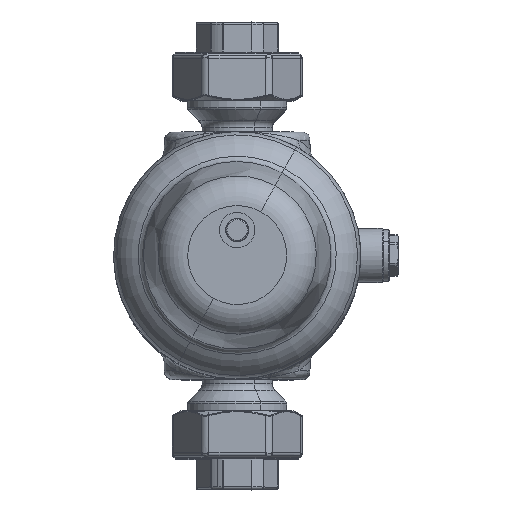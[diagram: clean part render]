
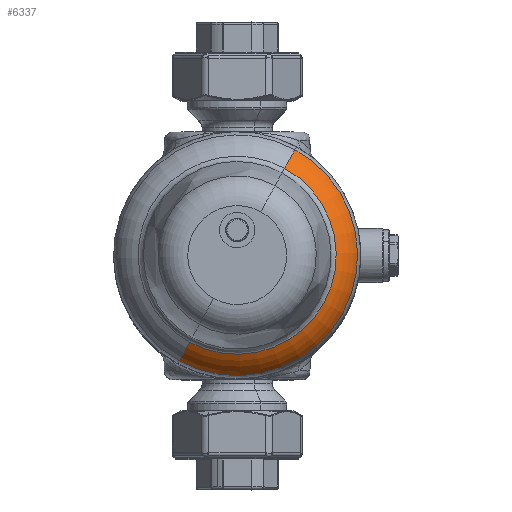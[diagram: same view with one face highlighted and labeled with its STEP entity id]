
A CAD part, top view. The second image highlights one B-rep face of the part: STEP entity #6337.
In plain terms, the highlighted toroidal (fillet/blend) face has major radius 35.251 mm and minor radius 25 mm.
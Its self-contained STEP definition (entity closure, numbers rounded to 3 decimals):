
#6261=CARTESIAN_POINT('Vertex',(-27.686,-50.679,192.38)) ;
#6268=CARTESIAN_POINT('Vertex',(27.686,50.679,192.38)) ;
#6283=CARTESIAN_POINT('Axis2P3D Location',(0.,0.,192.38)) ;
#6295=CARTESIAN_POINT('Axis2P3D Location',(0.,0.,181.479)) ;
#6300=CARTESIAN_POINT('Axis2P3D Location',(-16.9,-30.935,181.479)) ;
#6304=CARTESIAN_POINT('Vertex',(-22.779,-41.696,203.266)) ;
#6311=CARTESIAN_POINT('Vertex',(22.779,41.696,203.266)) ;
#6314=CARTESIAN_POINT('Axis2P3D Location',(16.9,30.935,181.479)) ;
#6326=CARTESIAN_POINT('Axis2P3D Location',(0.,0.,203.266)) ;
#6284=DIRECTION('Axis2P3D Direction',(0.,0.,-1.)) ;
#6296=DIRECTION('Axis2P3D Direction',(0.,0.,-1.)) ;
#6297=DIRECTION('Axis2P3D XDirection',(0.479,0.878,0.)) ;
#6301=DIRECTION('Axis2P3D Direction',(0.878,-0.479,0.)) ;
#6315=DIRECTION('Axis2P3D Direction',(-0.878,0.479,0.)) ;
#6327=DIRECTION('Axis2P3D Direction',(0.,0.,-1.)) ;
#6285=AXIS2_PLACEMENT_3D('Circle Axis2P3D',#6283,#6284,$) ;
#6298=AXIS2_PLACEMENT_3D('Torus Axis2P3D',#6295,#6296,#6297) ;
#6302=AXIS2_PLACEMENT_3D('Circle Axis2P3D',#6300,#6301,$) ;
#6316=AXIS2_PLACEMENT_3D('Circle Axis2P3D',#6314,#6315,$) ;
#6328=AXIS2_PLACEMENT_3D('Circle Axis2P3D',#6326,#6327,$) ;
#6332=ORIENTED_EDGE('',*,*,#6287,.F.) ;
#6333=ORIENTED_EDGE('',*,*,#6318,.T.) ;
#6334=ORIENTED_EDGE('',*,*,#6330,.T.) ;
#6335=ORIENTED_EDGE('',*,*,#6306,.F.) ;
#6337=ADVANCED_FACE('PartBody',(#6336),#6299,.T.) ;
#6286=CIRCLE('generated circle',#6285,57.749) ;
#6303=CIRCLE('generated circle',#6302,25.) ;
#6317=CIRCLE('generated circle',#6316,25.) ;
#6329=CIRCLE('generated circle',#6328,47.512) ;
#6299=TOROIDAL_SURFACE('homeo Torus',#6298,35.251,25.) ;
#6287=EDGE_CURVE('',#6269,#6262,#6286,.T.) ;
#6306=EDGE_CURVE('',#6262,#6305,#6303,.F.) ;
#6318=EDGE_CURVE('',#6269,#6312,#6317,.F.) ;
#6330=EDGE_CURVE('',#6312,#6305,#6329,.T.) ;
#6331=EDGE_LOOP('',(#6332,#6333,#6334,#6335)) ;
#6336=FACE_OUTER_BOUND('',#6331,.T.) ;
#6262=VERTEX_POINT('',#6261) ;
#6269=VERTEX_POINT('',#6268) ;
#6305=VERTEX_POINT('',#6304) ;
#6312=VERTEX_POINT('',#6311) ;
